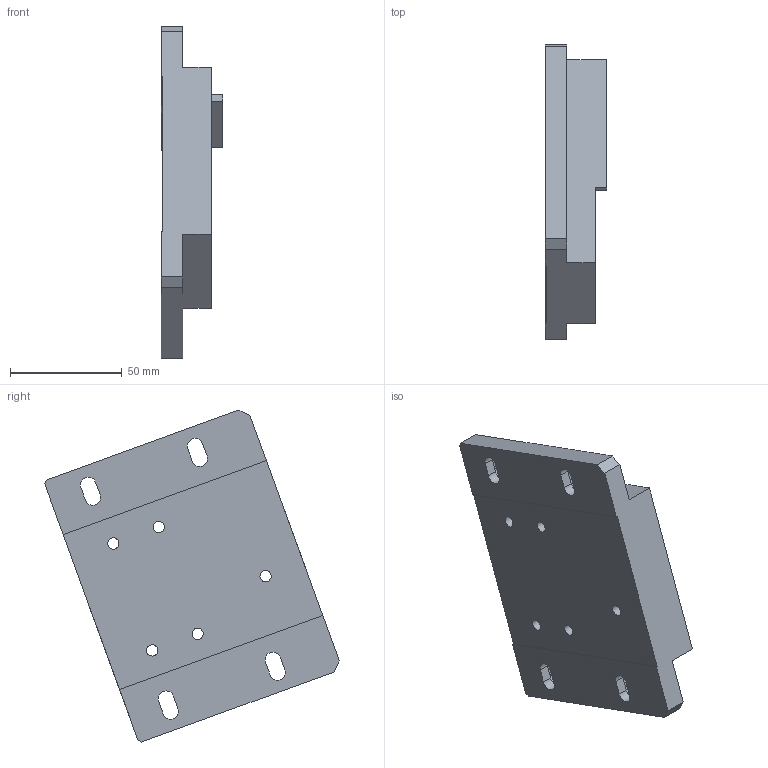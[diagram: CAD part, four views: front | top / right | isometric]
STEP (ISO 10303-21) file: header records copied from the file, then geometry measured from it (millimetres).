
FILE_DESCRIPTION(/* description */ (''),/* implementation_level */ '2;1');
FILE_NAME(/* name */ 'RFMirrBase v3.step',/* time_stamp */ '2018-01-22T15:19:51-05:00',/* author */ ('weisenburger'),/* organization */ (''),/* preprocessor_version */ 'ST-DEVELOPER v16.13',/* originating_system */ 'Autodesk Translation Framework v6.5.0.72',/* authorisation */ '');
FILE_SCHEMA (('AUTOMOTIVE_DESIGN { 1 0 10303 214 3 1 1 }'));
Length unit declared in the file: millimetre
Products named in the file (1): RFMirrBase
Bounding box: 27.38 x 131.58 x 148.25 mm (x, y, z)
Volume: 201604.8 mm3; surface area: 35884.3 mm2
Topology: 1 solids, 1 shells, 62 faces, 168 edges, 112 vertices
Faces by surface type: plane 41, cylinder 21
Full cylindrical faces by diameter (mm): 5.035 x5
Entity records: 2030 total; most frequent: CARTESIAN_POINT 343, ORIENTED_EDGE 336, DIRECTION 336, EDGE_CURVE 168, LINE 126, VECTOR 126, VERTEX_POINT 112, AXIS2_PLACEMENT_3D 105
